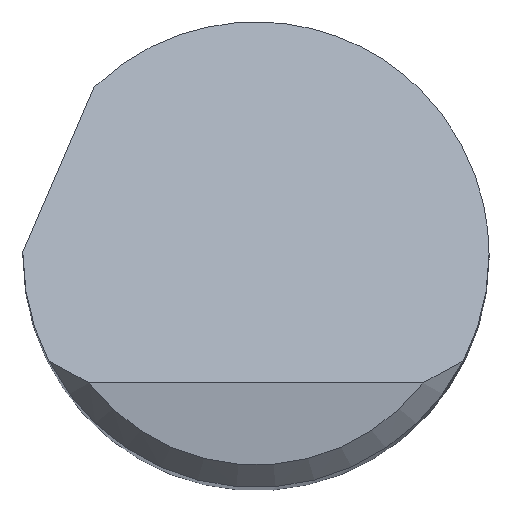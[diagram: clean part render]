
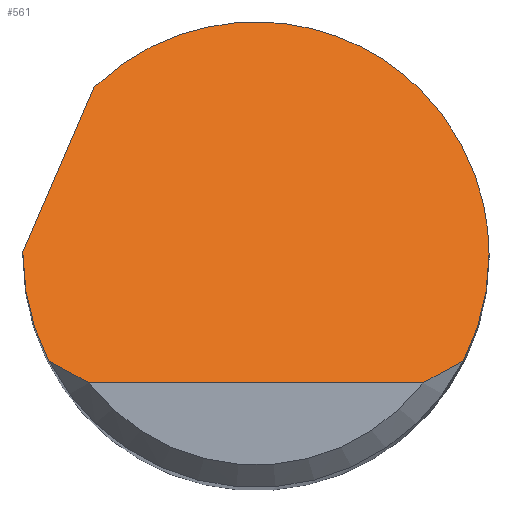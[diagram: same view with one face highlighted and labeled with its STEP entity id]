
A CAD part, top view. The second image highlights one B-rep face of the part: STEP entity #561.
In plain terms, the highlighted planar face has unit normal (0, 0.707, 0.707).
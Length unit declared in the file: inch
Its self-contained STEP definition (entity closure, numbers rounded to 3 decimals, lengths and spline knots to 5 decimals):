
#8 = CARTESIAN_POINT ( 'NONE',  ( 0.13906, -0.07125, 1.985 ) ) ;
#17 =( BOUNDED_CURVE ( )  B_SPLINE_CURVE ( 3, ( #482, #712, #659, #138 ),
 .UNSPECIFIED., .F., .T. ) 
 B_SPLINE_CURVE_WITH_KNOTS ( ( 4, 4 ),
 ( 4.23889, 4.71239 ),
 .UNSPECIFIED. ) 
 CURVE ( )  GEOMETRIC_REPRESENTATION_ITEM ( )  RATIONAL_B_SPLINE_CURVE ( ( 1., 0.981, 0.981, 1. ) ) 
 REPRESENTATION_ITEM ( '' )  );
#19 = EDGE_CURVE ( 'NONE', #420, #538, #52, .T. ) ;
#21 = VECTOR ( 'NONE', #723, 39.37008 ) ;
#24 = LINE ( 'NONE', #254, #477 ) ;
#36 = ORIENTED_EDGE ( 'NONE', *, *, #19, .F. ) ;
#44 = CARTESIAN_POINT ( 'NONE',  ( -0.10866, 0.11228, 1.80147 ) ) ;
#49 = EDGE_CURVE ( 'NONE', #191, #747, #154, .T. ) ;
#50 = CARTESIAN_POINT ( 'NONE',  ( -0.15625, 0., 1.91375 ) ) ;
#52 =( BOUNDED_CURVE ( )  B_SPLINE_CURVE ( 3, ( #50, #730, #206, #733 ),
 .UNSPECIFIED., .F., .T. ) 
 B_SPLINE_CURVE_WITH_KNOTS ( ( 4, 4 ),
 ( 4.71239, 4.72519 ),
 .UNSPECIFIED. ) 
 CURVE ( )  GEOMETRIC_REPRESENTATION_ITEM ( )  RATIONAL_B_SPLINE_CURVE ( ( 1., 1., 1., 1. ) ) 
 REPRESENTATION_ITEM ( '' )  );
#59 = CARTESIAN_POINT ( 'NONE',  ( 0.15625, -0.02489, 1.93864 ) ) ;
#70 = CARTESIAN_POINT ( 'NONE',  ( 0.15041, -0.04909, 1.96284 ) ) ;
#72 = VERTEX_POINT ( 'NONE', #541 ) ;
#104 = CARTESIAN_POINT ( 'NONE',  ( 0.15625, 0., 1.91375 ) ) ;
#111 = CARTESIAN_POINT ( 'NONE',  ( -0.15625, -0.08625, 2. ) ) ;
#138 = CARTESIAN_POINT ( 'NONE',  ( -0.15625, 0., 1.91375 ) ) ;
#145 = ORIENTED_EDGE ( 'NONE', *, *, #253, .T. ) ;
#153 = CARTESIAN_POINT ( 'NONE',  ( 0.11186, -0.08625, 2. ) ) ;
#154 =( BOUNDED_CURVE ( )  B_SPLINE_CURVE ( 3, ( #461, #59, #70, #8 ),
 .UNSPECIFIED., .F., .T. ) 
 B_SPLINE_CURVE_WITH_KNOTS ( ( 4, 4 ),
 ( 1.5708, 2.04429 ),
 .UNSPECIFIED. ) 
 CURVE ( )  GEOMETRIC_REPRESENTATION_ITEM ( )  RATIONAL_B_SPLINE_CURVE ( ( 1., 0.981, 0.981, 1. ) ) 
 REPRESENTATION_ITEM ( '' )  );
#176 =( BOUNDED_CURVE ( )  B_SPLINE_CURVE ( 3, ( #630, #741, #279, #104 ),
 .UNSPECIFIED., .F., .F. ) 
 B_SPLINE_CURVE_WITH_KNOTS ( ( 4, 4 ),
 ( 5.51413, 7.85398 ),
 .UNSPECIFIED. ) 
 CURVE ( )  GEOMETRIC_REPRESENTATION_ITEM ( )  RATIONAL_B_SPLINE_CURVE ( ( 1., 0.593, 0.593, 1. ) ) 
 REPRESENTATION_ITEM ( '' )  );
#181 = B_SPLINE_CURVE_WITH_KNOTS ( 'NONE', 3,
 ( #381, #615, #606, #718 ),
 .UNSPECIFIED., .F., .F.,
 ( 4, 4 ),
 ( 0., 0.00088 ),
 .UNSPECIFIED. ) ;
#191 = VERTEX_POINT ( 'NONE', #650 ) ;
#193 = ORIENTED_EDGE ( 'NONE', *, *, #524, .F. ) ;
#206 = CARTESIAN_POINT ( 'NONE',  ( -0.15625, 0.00133, 1.91242 ) ) ;
#216 = EDGE_CURVE ( 'NONE', #538, #486, #257, .T. ) ;
#253 = EDGE_CURVE ( 'NONE', #72, #592, #181, .T. ) ;
#254 = CARTESIAN_POINT ( 'NONE',  ( 0., -0.08625, 2. ) ) ;
#257 = LINE ( 'NONE', #611, #21 ) ;
#279 = CARTESIAN_POINT ( 'NONE',  ( 0.15625, 0.1616, 1.75215 ) ) ;
#282 = CARTESIAN_POINT ( 'NONE',  ( -0.15624, 0.002, 1.91175 ) ) ;
#330 = EDGE_LOOP ( 'NONE', ( #668, #426, #632, #193, #454, #36, #603, #145 ) ) ;
#381 = CARTESIAN_POINT ( 'NONE',  ( -0.13906, -0.07125, 1.985 ) ) ;
#384 = CARTESIAN_POINT ( 'NONE',  ( 0.12131, -0.0816, 1.99535 ) ) ;
#394 = EDGE_CURVE ( 'NONE', #72, #420, #17, .T. ) ;
#416 = CARTESIAN_POINT ( 'NONE',  ( -0.15625, 0., 1.91375 ) ) ;
#420 = VERTEX_POINT ( 'NONE', #416 ) ;
#426 = ORIENTED_EDGE ( 'NONE', *, *, #621, .T. ) ;
#439 = CARTESIAN_POINT ( 'NONE',  ( 0.11186, -0.08625, 2. ) ) ;
#454 = ORIENTED_EDGE ( 'NONE', *, *, #216, .F. ) ;
#458 = PLANE ( 'NONE',  #600 ) ;
#459 = EDGE_CURVE ( 'NONE', #592, #596, #24, .T. ) ;
#461 = CARTESIAN_POINT ( 'NONE',  ( 0.15625, 0., 1.91375 ) ) ;
#477 = VECTOR ( 'NONE', #492, 39.37008 ) ;
#482 = CARTESIAN_POINT ( 'NONE',  ( -0.13906, -0.07125, 1.985 ) ) ;
#486 = VERTEX_POINT ( 'NONE', #44 ) ;
#492 = DIRECTION ( 'NONE',  ( 1., 0., 0. ) ) ;
#506 = FACE_OUTER_BOUND ( 'NONE', #330, .T. ) ;
#524 = EDGE_CURVE ( 'NONE', #486, #191, #176, .T. ) ;
#538 = VERTEX_POINT ( 'NONE', #282 ) ;
#541 = CARTESIAN_POINT ( 'NONE',  ( -0.13906, -0.07125, 1.985 ) ) ;
#560 = CARTESIAN_POINT ( 'NONE',  ( 0.13906, -0.07125, 1.985 ) ) ;
#561 = ADVANCED_FACE ( 'NONE', ( #506 ), #458, .F. ) ;
#592 = VERTEX_POINT ( 'NONE', #737 ) ;
#596 = VERTEX_POINT ( 'NONE', #153 ) ;
#600 = AXIS2_PLACEMENT_3D ( 'NONE', #111, #734, #624 ) ;
#603 = ORIENTED_EDGE ( 'NONE', *, *, #394, .F. ) ;
#606 = CARTESIAN_POINT ( 'NONE',  ( -0.12131, -0.0816, 1.99535 ) ) ;
#611 = CARTESIAN_POINT ( 'NONE',  ( -0.19107, -0.07874, 1.99249 ) ) ;
#615 = CARTESIAN_POINT ( 'NONE',  ( -0.13035, -0.07657, 1.99032 ) ) ;
#618 = CARTESIAN_POINT ( 'NONE',  ( 0.13035, -0.07657, 1.99032 ) ) ;
#621 = EDGE_CURVE ( 'NONE', #596, #747, #664, .T. ) ;
#624 = DIRECTION ( 'NONE',  ( 0., 0.707, -0.707 ) ) ;
#630 = CARTESIAN_POINT ( 'NONE',  ( -0.10866, 0.11228, 1.80147 ) ) ;
#632 = ORIENTED_EDGE ( 'NONE', *, *, #49, .F. ) ;
#650 = CARTESIAN_POINT ( 'NONE',  ( 0.15625, 0., 1.91375 ) ) ;
#659 = CARTESIAN_POINT ( 'NONE',  ( -0.15625, -0.02489, 1.93864 ) ) ;
#664 = B_SPLINE_CURVE_WITH_KNOTS ( 'NONE', 3,
 ( #439, #384, #618, #560 ),
 .UNSPECIFIED., .F., .F.,
 ( 4, 4 ),
 ( 0., 0.00088 ),
 .UNSPECIFIED. ) ;
#668 = ORIENTED_EDGE ( 'NONE', *, *, #459, .T. ) ;
#697 = CARTESIAN_POINT ( 'NONE',  ( 0.13906, -0.07125, 1.985 ) ) ;
#712 = CARTESIAN_POINT ( 'NONE',  ( -0.15041, -0.04909, 1.96284 ) ) ;
#718 = CARTESIAN_POINT ( 'NONE',  ( -0.11186, -0.08625, 2. ) ) ;
#723 = DIRECTION ( 'NONE',  ( 0.292, 0.676, -0.676 ) ) ;
#730 = CARTESIAN_POINT ( 'NONE',  ( -0.15625, 0.00067, 1.91308 ) ) ;
#733 = CARTESIAN_POINT ( 'NONE',  ( -0.15624, 0.002, 1.91175 ) ) ;
#734 = DIRECTION ( 'NONE',  ( 0., -0.707, -0.707 ) ) ;
#737 = CARTESIAN_POINT ( 'NONE',  ( -0.11186, -0.08625, 2. ) ) ;
#741 = CARTESIAN_POINT ( 'NONE',  ( 0.00746, 0.22466, 1.68909 ) ) ;
#747 = VERTEX_POINT ( 'NONE', #697 ) ;
